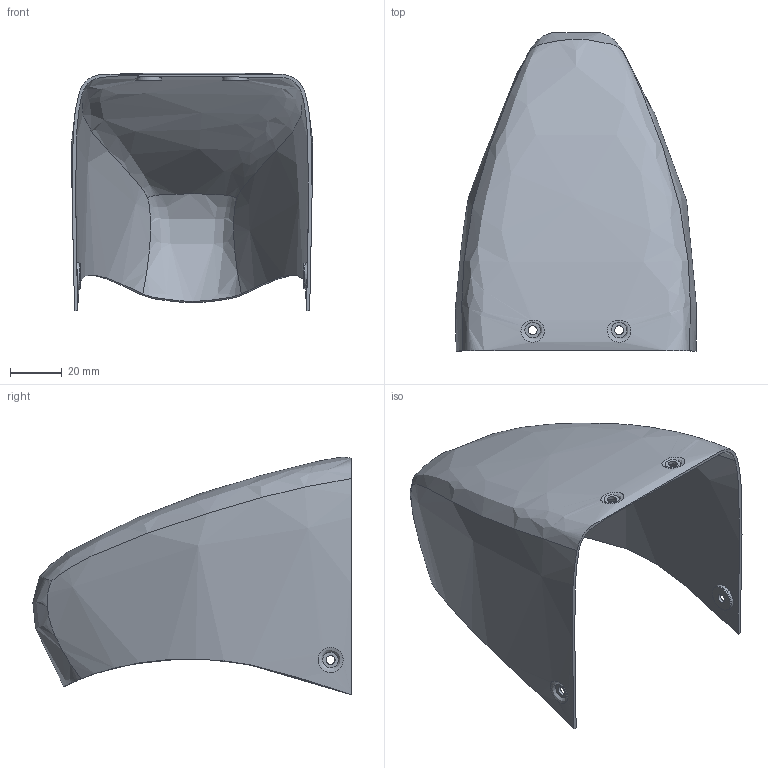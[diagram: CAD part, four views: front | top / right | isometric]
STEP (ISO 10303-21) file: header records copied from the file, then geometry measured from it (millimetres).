
FILE_DESCRIPTION(/* description */ (''),/* implementation_level */ '2;1');
FILE_NAME(/* name */ 'Expansion fairing.step',/* time_stamp */ '2016-10-15T17:36:37+11:00',/* author */ (''),/* organization */ (''),/* preprocessor_version */ 'ST-DEVELOPER v16.5',/* originating_system */ 'Autodesk Translation Framework v5.2.0.2031',/* authorisation */ '');
FILE_SCHEMA (('AUTOMOTIVE_DESIGN { 1 0 10303 214 3 1 1 }'));
Length unit declared in the file: centimetre
Products named in the file (2): Expansion fairing v5; Component4
Assembly tree (1 placements, depth 2):
  Expansion fairing v5
    Component4
Bounding box: 93.42 x 123.4 x 92.12 mm (x, y, z)
Volume: 31706.4 mm3; surface area: 51942 mm2
Topology: 1 solids, 1 shells, 49 faces, 125 edges, 86 vertices
Faces by surface type: bspline 22, cylinder 14, plane 13
Full cylindrical faces by diameter (mm): 3.5 x4, 10 x1
Entity records: 5639 total; most frequent: CARTESIAN_POINT 4561, ORIENTED_EDGE 232, DIRECTION 170, EDGE_CURVE 116, VERTEX_POINT 82, AXIS2_PLACEMENT_3D 73, EDGE_LOOP 70, FACE_OUTER_BOUND 49
